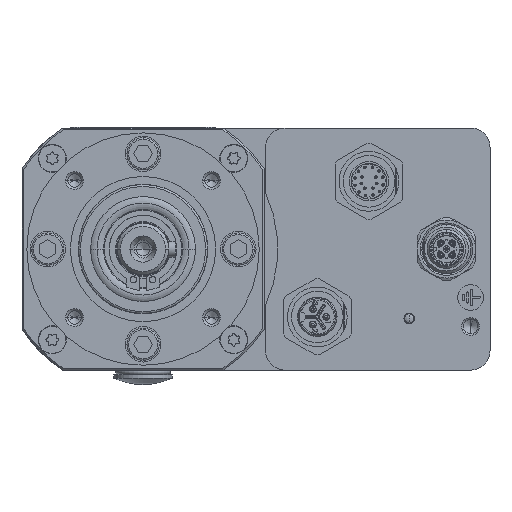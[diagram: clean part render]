
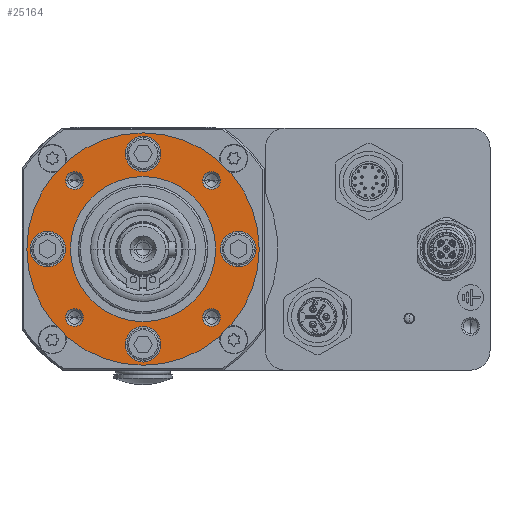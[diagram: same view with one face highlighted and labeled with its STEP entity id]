
A CAD part, front view. The second image highlights one B-rep face of the part: STEP entity #25164.
In plain terms, the highlighted planar face has unit normal (0, -1, 0).
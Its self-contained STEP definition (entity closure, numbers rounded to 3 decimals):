
#52=CARTESIAN_POINT('',(0.,-91.7,0.));
#53=DIRECTION('',(0.,1.,0.));
#54=DIRECTION('',(-1.,0.,0.));
#55=AXIS2_PLACEMENT_3D('',#52,#53,#54);
#57=CARTESIAN_POINT('',(0.,-91.7,0.));
#58=DIRECTION('',(0.,1.,0.));
#59=DIRECTION('',(1.,0.,0.));
#60=AXIS2_PLACEMENT_3D('',#57,#58,#59);
#62=CARTESIAN_POINT('',(0.,-91.7,0.));
#63=DIRECTION('',(0.,-1.,0.));
#64=DIRECTION('',(-1.,0.,0.));
#65=AXIS2_PLACEMENT_3D('',#62,#63,#64);
#67=CARTESIAN_POINT('',(0.,-91.7,0.));
#68=DIRECTION('',(0.,-1.,0.));
#69=DIRECTION('',(1.,0.,0.));
#70=AXIS2_PLACEMENT_3D('',#67,#68,#69);
#72=CARTESIAN_POINT('',(29.5,-91.7,0.));
#73=DIRECTION('',(0.,-1.,0.));
#74=DIRECTION('',(1.,0.,0.));
#75=AXIS2_PLACEMENT_3D('',#72,#73,#74);
#77=CARTESIAN_POINT('',(29.5,-91.7,0.));
#78=DIRECTION('',(0.,-1.,0.));
#79=DIRECTION('',(-1.,0.,0.));
#80=AXIS2_PLACEMENT_3D('',#77,#78,#79);
#82=CARTESIAN_POINT('',(0.,-91.7,29.5));
#83=DIRECTION('',(0.,-1.,0.));
#84=DIRECTION('',(1.,0.,0.));
#85=AXIS2_PLACEMENT_3D('',#82,#83,#84);
#87=CARTESIAN_POINT('',(0.,-91.7,29.5));
#88=DIRECTION('',(0.,-1.,0.));
#89=DIRECTION('',(-1.,0.,0.));
#90=AXIS2_PLACEMENT_3D('',#87,#88,#89);
#92=CARTESIAN_POINT('',(-29.5,-91.7,0.));
#93=DIRECTION('',(0.,-1.,0.));
#94=DIRECTION('',(1.,0.,0.));
#95=AXIS2_PLACEMENT_3D('',#92,#93,#94);
#97=CARTESIAN_POINT('',(-29.5,-91.7,0.));
#98=DIRECTION('',(0.,-1.,0.));
#99=DIRECTION('',(-1.,0.,0.));
#100=AXIS2_PLACEMENT_3D('',#97,#98,#99);
#102=CARTESIAN_POINT('',(0.,-91.7,-29.5));
#103=DIRECTION('',(0.,-1.,0.));
#104=DIRECTION('',(1.,0.,0.));
#105=AXIS2_PLACEMENT_3D('',#102,#103,#104);
#107=CARTESIAN_POINT('',(0.,-91.7,-29.5));
#108=DIRECTION('',(0.,-1.,0.));
#109=DIRECTION('',(-1.,0.,0.));
#110=AXIS2_PLACEMENT_3D('',#107,#108,#109);
#112=CARTESIAN_POINT('',(-21.213,-91.7,21.213));
#113=DIRECTION('',(0.,-1.,0.));
#114=DIRECTION('',(-1.,0.,0.));
#115=AXIS2_PLACEMENT_3D('',#112,#113,#114);
#117=CARTESIAN_POINT('',(-21.213,-91.7,21.213));
#118=DIRECTION('',(0.,-1.,0.));
#119=DIRECTION('',(1.,0.,0.));
#120=AXIS2_PLACEMENT_3D('',#117,#118,#119);
#122=CARTESIAN_POINT('',(-21.213,-91.7,-21.213));
#123=DIRECTION('',(0.,-1.,0.));
#124=DIRECTION('',(-1.,0.,0.));
#125=AXIS2_PLACEMENT_3D('',#122,#123,#124);
#127=CARTESIAN_POINT('',(-21.213,-91.7,-21.213));
#128=DIRECTION('',(0.,-1.,0.));
#129=DIRECTION('',(1.,0.,0.));
#130=AXIS2_PLACEMENT_3D('',#127,#128,#129);
#132=CARTESIAN_POINT('',(21.213,-91.7,-21.213));
#133=DIRECTION('',(0.,-1.,0.));
#134=DIRECTION('',(-1.,0.,0.));
#135=AXIS2_PLACEMENT_3D('',#132,#133,#134);
#137=CARTESIAN_POINT('',(21.213,-91.7,-21.213));
#138=DIRECTION('',(0.,-1.,0.));
#139=DIRECTION('',(1.,0.,0.));
#140=AXIS2_PLACEMENT_3D('',#137,#138,#139);
#142=CARTESIAN_POINT('',(21.213,-91.7,21.213));
#143=DIRECTION('',(0.,-1.,0.));
#144=DIRECTION('',(-1.,0.,0.));
#145=AXIS2_PLACEMENT_3D('',#142,#143,#144);
#147=CARTESIAN_POINT('',(21.213,-91.7,21.213));
#148=DIRECTION('',(0.,-1.,0.));
#149=DIRECTION('',(1.,0.,0.));
#150=AXIS2_PLACEMENT_3D('',#147,#148,#149);
#23447=CARTESIAN_POINT('',(-24.,-91.7,0.));
#23448=VERTEX_POINT('',#23447);
#23449=CARTESIAN_POINT('',(-36.,-91.7,0.));
#23450=CARTESIAN_POINT('',(36.,-91.7,0.));
#23451=VERTEX_POINT('',#23449);
#23452=VERTEX_POINT('',#23450);
#23453=CARTESIAN_POINT('',(-22.5,-91.7,0.));
#23454=CARTESIAN_POINT('',(22.5,-91.7,0.));
#23455=VERTEX_POINT('',#23453);
#23456=VERTEX_POINT('',#23454);
#23457=CARTESIAN_POINT('',(35.,-91.7,0.));
#23458=CARTESIAN_POINT('',(24.,-91.7,0.));
#23459=VERTEX_POINT('',#23457);
#23460=VERTEX_POINT('',#23458);
#23461=CARTESIAN_POINT('',(5.5,-91.7,29.5));
#23462=CARTESIAN_POINT('',(-5.5,-91.7,29.5));
#23463=VERTEX_POINT('',#23461);
#23464=VERTEX_POINT('',#23462);
#23465=CARTESIAN_POINT('',(-35.,-91.7,0.));
#23466=VERTEX_POINT('',#23465);
#23467=CARTESIAN_POINT('',(5.5,-91.7,-29.5));
#23468=CARTESIAN_POINT('',(-5.5,-91.7,-29.5));
#23469=VERTEX_POINT('',#23467);
#23470=VERTEX_POINT('',#23468);
#23471=CARTESIAN_POINT('',(-23.963,-91.7,21.213));
#23472=CARTESIAN_POINT('',(-18.463,-91.7,21.213));
#23473=VERTEX_POINT('',#23471);
#23474=VERTEX_POINT('',#23472);
#23475=CARTESIAN_POINT('',(-23.963,-91.7,-21.213));
#23476=CARTESIAN_POINT('',(-18.463,-91.7,-21.213));
#23477=VERTEX_POINT('',#23475);
#23478=VERTEX_POINT('',#23476);
#23479=CARTESIAN_POINT('',(18.463,-91.7,-21.213));
#23480=CARTESIAN_POINT('',(23.963,-91.7,-21.213));
#23481=VERTEX_POINT('',#23479);
#23482=VERTEX_POINT('',#23480);
#23483=CARTESIAN_POINT('',(18.463,-91.7,21.213));
#23484=CARTESIAN_POINT('',(23.963,-91.7,21.213));
#23485=VERTEX_POINT('',#23483);
#23486=VERTEX_POINT('',#23484);
#25100=CARTESIAN_POINT('',(0.,-91.7,0.));
#25101=DIRECTION('',(0.,-1.,0.));
#25102=DIRECTION('',(-1.,0.,0.));
#25103=AXIS2_PLACEMENT_3D('',#25100,#25101,#25102);
#25104=PLANE('',#25103);
#25106=ORIENTED_EDGE('',*,*,#25105,.T.);
#25108=ORIENTED_EDGE('',*,*,#25107,.T.);
#25109=EDGE_LOOP('',(#25106,#25108));
#25110=FACE_OUTER_BOUND('',#25109,.F.);
#25112=ORIENTED_EDGE('',*,*,#25111,.T.);
#25114=ORIENTED_EDGE('',*,*,#25113,.T.);
#25115=EDGE_LOOP('',(#25112,#25114));
#25116=FACE_BOUND('',#25115,.F.);
#25118=ORIENTED_EDGE('',*,*,#25117,.T.);
#25120=ORIENTED_EDGE('',*,*,#25119,.T.);
#25121=EDGE_LOOP('',(#25118,#25120));
#25122=FACE_BOUND('',#25121,.F.);
#25124=ORIENTED_EDGE('',*,*,#25123,.T.);
#25126=ORIENTED_EDGE('',*,*,#25125,.T.);
#25127=EDGE_LOOP('',(#25124,#25126));
#25128=FACE_BOUND('',#25127,.F.);
#25130=ORIENTED_EDGE('',*,*,#25129,.T.);
#25132=ORIENTED_EDGE('',*,*,#25131,.T.);
#25133=EDGE_LOOP('',(#25130,#25132));
#25134=FACE_BOUND('',#25133,.F.);
#25135=ORIENTED_EDGE('',*,*,#25083,.T.);
#25137=ORIENTED_EDGE('',*,*,#25136,.T.);
#25138=EDGE_LOOP('',(#25135,#25137));
#25139=FACE_BOUND('',#25138,.F.);
#25141=ORIENTED_EDGE('',*,*,#25140,.T.);
#25143=ORIENTED_EDGE('',*,*,#25142,.T.);
#25144=EDGE_LOOP('',(#25141,#25143));
#25145=FACE_BOUND('',#25144,.F.);
#25147=ORIENTED_EDGE('',*,*,#25146,.T.);
#25149=ORIENTED_EDGE('',*,*,#25148,.T.);
#25150=EDGE_LOOP('',(#25147,#25149));
#25151=FACE_BOUND('',#25150,.F.);
#25153=ORIENTED_EDGE('',*,*,#25152,.T.);
#25155=ORIENTED_EDGE('',*,*,#25154,.T.);
#25156=EDGE_LOOP('',(#25153,#25155));
#25157=FACE_BOUND('',#25156,.F.);
#25159=ORIENTED_EDGE('',*,*,#25158,.T.);
#25161=ORIENTED_EDGE('',*,*,#25160,.T.);
#25162=EDGE_LOOP('',(#25159,#25161));
#25163=FACE_BOUND('',#25162,.F.);
#56=CIRCLE('',#55,36.);
#61=CIRCLE('',#60,36.);
#66=CIRCLE('',#65,22.5);
#71=CIRCLE('',#70,22.5);
#76=CIRCLE('',#75,5.5);
#81=CIRCLE('',#80,5.5);
#86=CIRCLE('',#85,5.5);
#91=CIRCLE('',#90,5.5);
#96=CIRCLE('',#95,5.5);
#101=CIRCLE('',#100,5.5);
#106=CIRCLE('',#105,5.5);
#111=CIRCLE('',#110,5.5);
#116=CIRCLE('',#115,2.75);
#121=CIRCLE('',#120,2.75);
#126=CIRCLE('',#125,2.75);
#131=CIRCLE('',#130,2.75);
#136=CIRCLE('',#135,2.75);
#141=CIRCLE('',#140,2.75);
#146=CIRCLE('',#145,2.75);
#151=CIRCLE('',#150,2.75);
#25083=EDGE_CURVE('',#23469,#23470,#106,.T.);
#25105=EDGE_CURVE('',#23451,#23452,#56,.T.);
#25107=EDGE_CURVE('',#23452,#23451,#61,.T.);
#25111=EDGE_CURVE('',#23455,#23456,#66,.T.);
#25113=EDGE_CURVE('',#23456,#23455,#71,.T.);
#25117=EDGE_CURVE('',#23459,#23460,#76,.T.);
#25119=EDGE_CURVE('',#23460,#23459,#81,.T.);
#25123=EDGE_CURVE('',#23463,#23464,#86,.T.);
#25125=EDGE_CURVE('',#23464,#23463,#91,.T.);
#25129=EDGE_CURVE('',#23448,#23466,#96,.T.);
#25131=EDGE_CURVE('',#23466,#23448,#101,.T.);
#25136=EDGE_CURVE('',#23470,#23469,#111,.T.);
#25140=EDGE_CURVE('',#23473,#23474,#116,.T.);
#25142=EDGE_CURVE('',#23474,#23473,#121,.T.);
#25146=EDGE_CURVE('',#23477,#23478,#126,.T.);
#25148=EDGE_CURVE('',#23478,#23477,#131,.T.);
#25152=EDGE_CURVE('',#23481,#23482,#136,.T.);
#25154=EDGE_CURVE('',#23482,#23481,#141,.T.);
#25158=EDGE_CURVE('',#23485,#23486,#146,.T.);
#25160=EDGE_CURVE('',#23486,#23485,#151,.T.);
#25164=ADVANCED_FACE('',(#25110,#25116,#25122,#25128,#25134,#25139,#25145,
#25151,#25157,#25163),#25104,.T.);
